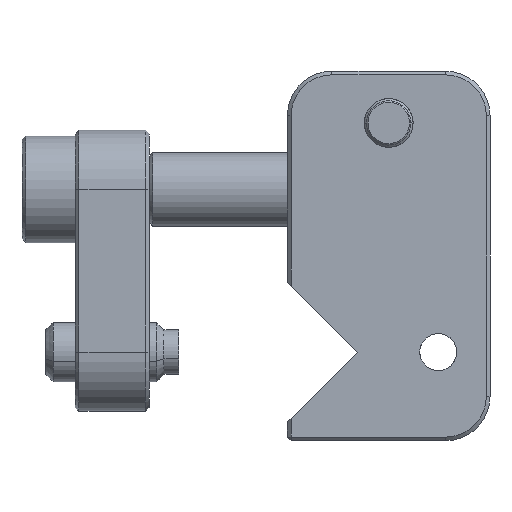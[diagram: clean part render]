
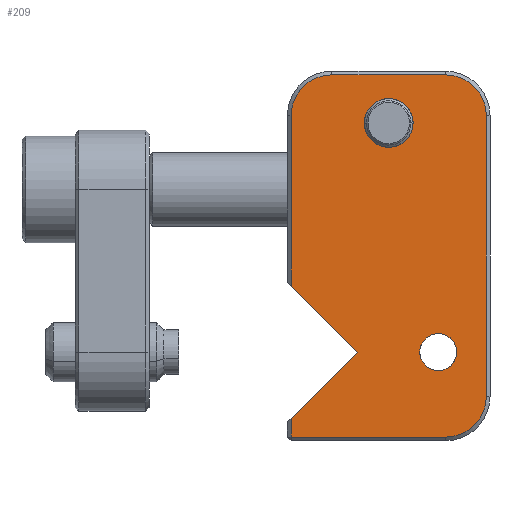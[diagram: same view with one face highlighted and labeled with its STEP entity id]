
A CAD part, left-side view. The second image highlights one B-rep face of the part: STEP entity #209.
In plain terms, the highlighted planar face has unit normal (-1, 0, 0).
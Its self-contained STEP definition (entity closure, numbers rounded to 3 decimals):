
#35 = CARTESIAN_POINT ( 'NONE',  ( -5., 3.5, -7.75 ) ) ;
#108 = CARTESIAN_POINT ( 'NONE',  ( -5., 13.45, 9.5 ) ) ;
#177 = CARTESIAN_POINT ( 'NONE',  ( -5., 6.85, 9. ) ) ;
#209 = ADVANCED_FACE ( 'NONE', ( #475, #3680, #1490 ), #2657, .F. ) ;
#234 = DIRECTION ( 'NONE',  ( 0., -0.707, -0.707 ) ) ;
#251 = CARTESIAN_POINT ( 'NONE',  ( -5., 13.7, -1.782 ) ) ;
#290 = CIRCLE ( 'NONE', #587, 2.75 ) ;
#418 = EDGE_CURVE ( 'NONE', #3663, #1628, #1145, .T. ) ;
#449 = CARTESIAN_POINT ( 'NONE',  ( -5., 6.85, 9. ) ) ;
#468 = LINE ( 'NONE', #2097, #5156 ) ;
#475 = FACE_BOUND ( 'NONE', #3941, .T. ) ;
#533 = CARTESIAN_POINT ( 'NONE',  ( -5., 8.982, -6.5 ) ) ;
#565 = DIRECTION ( 'NONE',  ( 0., 0., -1. ) ) ;
#587 = AXIS2_PLACEMENT_3D ( 'NONE', #2439, #4883, #1153 ) ;
#671 = AXIS2_PLACEMENT_3D ( 'NONE', #449, #4214, #928 ) ;
#884 = VECTOR ( 'NONE', #3878, 1000. ) ;
#928 = DIRECTION ( 'NONE',  ( 0., 0., -1. ) ) ;
#980 = VECTOR ( 'NONE', #2394, 1000. ) ;
#995 = DIRECTION ( 'NONE',  ( 1., 0., 0. ) ) ;
#998 = DIRECTION ( 'NONE',  ( 0., 0., -1. ) ) ;
#1022 = CIRCLE ( 'NONE', #3345, 1.25 ) ;
#1060 = ORIENTED_EDGE ( 'NONE', *, *, #5160, .T. ) ;
#1111 = CARTESIAN_POINT ( 'NONE',  ( -5., 13.45, -2.032 ) ) ;
#1145 = LINE ( 'NONE', #251, #2589 ) ;
#1153 = DIRECTION ( 'NONE',  ( 0., 0., -1. ) ) ;
#1155 = LINE ( 'NONE', #3215, #4672 ) ;
#1163 = DIRECTION ( 'NONE',  ( 0., 0., 1. ) ) ;
#1190 = ORIENTED_EDGE ( 'NONE', *, *, #1416, .T. ) ;
#1336 = ORIENTED_EDGE ( 'NONE', *, *, #5332, .T. ) ;
#1409 = CARTESIAN_POINT ( 'NONE',  ( -5., 0., 12.25 ) ) ;
#1416 = EDGE_CURVE ( 'NONE', #2890, #2096, #5008, .T. ) ;
#1490 = FACE_OUTER_BOUND ( 'NONE', #4142, .T. ) ;
#1572 = CIRCLE ( 'NONE', #671, 1.65 ) ;
#1628 = VERTEX_POINT ( 'NONE', #533 ) ;
#1670 = DIRECTION ( 'NONE',  ( 0., 0., -1. ) ) ;
#1796 = DIRECTION ( 'NONE',  ( 0., -1., 0. ) ) ;
#1806 = VERTEX_POINT ( 'NONE', #4856 ) ;
#1835 = EDGE_CURVE ( 'NONE', #5140, #3476, #1155, .T. ) ;
#1839 = DIRECTION ( 'NONE',  ( 0., 0., -1. ) ) ;
#1858 = CARTESIAN_POINT ( 'NONE',  ( -5., 0., 12.5 ) ) ;
#1929 = CARTESIAN_POINT ( 'NONE',  ( -5., 13.45, 12.5 ) ) ;
#1999 = AXIS2_PLACEMENT_3D ( 'NONE', #2534, #2889, #5381 ) ;
#2060 = VERTEX_POINT ( 'NONE', #3348 ) ;
#2096 = VERTEX_POINT ( 'NONE', #5029 ) ;
#2097 = CARTESIAN_POINT ( 'NONE',  ( -5., 13.45, 12.5 ) ) ;
#2282 = EDGE_CURVE ( 'NONE', #3306, #1806, #468, .T. ) ;
#2298 = ORIENTED_EDGE ( 'NONE', *, *, #3202, .T. ) ;
#2348 = AXIS2_PLACEMENT_3D ( 'NONE', #3574, #4374, #2756 ) ;
#2394 = DIRECTION ( 'NONE',  ( 0., 0., -1. ) ) ;
#2439 = CARTESIAN_POINT ( 'NONE',  ( -5., 3., 9.5 ) ) ;
#2444 = CARTESIAN_POINT ( 'NONE',  ( -5., 6.85, 10.65 ) ) ;
#2509 = DIRECTION ( 'NONE',  ( 0., 0., -1. ) ) ;
#2534 = CARTESIAN_POINT ( 'NONE',  ( -5., 10.7, 9.5 ) ) ;
#2554 = LINE ( 'NONE', #5137, #4635 ) ;
#2589 = VECTOR ( 'NONE', #234, 1000. ) ;
#2632 = DIRECTION ( 'NONE',  ( 1., 0., 0. ) ) ;
#2635 = ORIENTED_EDGE ( 'NONE', *, *, #418, .T. ) ;
#2639 = CARTESIAN_POINT ( 'NONE',  ( -5., 3., -12.25 ) ) ;
#2657 = PLANE ( 'NONE',  #3492 ) ;
#2659 = DIRECTION ( 'NONE',  ( 1., 0., 0. ) ) ;
#2711 = EDGE_CURVE ( 'NONE', #4345, #5258, #4155, .T. ) ;
#2713 = ORIENTED_EDGE ( 'NONE', *, *, #1835, .T. ) ;
#2730 = ORIENTED_EDGE ( 'NONE', *, *, #3722, .T. ) ;
#2756 = DIRECTION ( 'NONE',  ( 0., 0., -1. ) ) ;
#2801 = CIRCLE ( 'NONE', #2348, 2.75 ) ;
#2828 = ORIENTED_EDGE ( 'NONE', *, *, #3991, .T. ) ;
#2889 = DIRECTION ( 'NONE',  ( -1., 0., 0. ) ) ;
#2890 = VERTEX_POINT ( 'NONE', #35 ) ;
#2930 = CARTESIAN_POINT ( 'NONE',  ( -5., 3., 12.25 ) ) ;
#2999 = EDGE_CURVE ( 'NONE', #4650, #2060, #3855, .T. ) ;
#3066 = EDGE_CURVE ( 'NONE', #5258, #3663, #4588, .T. ) ;
#3172 = CARTESIAN_POINT ( 'NONE',  ( -5., 0.25, 9.5 ) ) ;
#3202 = EDGE_CURVE ( 'NONE', #1628, #3306, #5376, .T. ) ;
#3215 = CARTESIAN_POINT ( 'NONE',  ( -5., 0.25, 12.5 ) ) ;
#3306 = VERTEX_POINT ( 'NONE', #3766 ) ;
#3345 = AXIS2_PLACEMENT_3D ( 'NONE', #3900, #2632, #565 ) ;
#3348 = CARTESIAN_POINT ( 'NONE',  ( -5., 6.85, 7.35 ) ) ;
#3422 = EDGE_CURVE ( 'NONE', #1806, #4268, #2554, .T. ) ;
#3470 = CARTESIAN_POINT ( 'NONE',  ( -5., 0.25, -9.5 ) ) ;
#3476 = VERTEX_POINT ( 'NONE', #3172 ) ;
#3492 = AXIS2_PLACEMENT_3D ( 'NONE', #1858, #995, #1839 ) ;
#3521 = EDGE_CURVE ( 'NONE', #4268, #5140, #2801, .T. ) ;
#3574 = CARTESIAN_POINT ( 'NONE',  ( -5., 3., -9.5 ) ) ;
#3663 = VERTEX_POINT ( 'NONE', #1111 ) ;
#3680 = FACE_BOUND ( 'NONE', #5241, .T. ) ;
#3686 = ORIENTED_EDGE ( 'NONE', *, *, #3422, .T. ) ;
#3722 = EDGE_CURVE ( 'NONE', #3476, #3862, #290, .T. ) ;
#3766 = CARTESIAN_POINT ( 'NONE',  ( -5., 13.45, -10.968 ) ) ;
#3855 = CIRCLE ( 'NONE', #4021, 1.65 ) ;
#3862 = VERTEX_POINT ( 'NONE', #2930 ) ;
#3878 = DIRECTION ( 'NONE',  ( 0., 1., 0. ) ) ;
#3900 = CARTESIAN_POINT ( 'NONE',  ( -5., 3.5, -6.5 ) ) ;
#3941 = EDGE_LOOP ( 'NONE', ( #1336, #4081 ) ) ;
#3963 = ORIENTED_EDGE ( 'NONE', *, *, #2711, .T. ) ;
#3991 = EDGE_CURVE ( 'NONE', #2096, #2890, #1022, .T. ) ;
#4021 = AXIS2_PLACEMENT_3D ( 'NONE', #177, #2659, #998 ) ;
#4081 = ORIENTED_EDGE ( 'NONE', *, *, #2999, .T. ) ;
#4142 = EDGE_LOOP ( 'NONE', ( #2298, #5308, #3686, #5203, #2713, #2730, #1060, #3963, #4513, #2635 ) ) ;
#4155 = CIRCLE ( 'NONE', #1999, 2.75 ) ;
#4214 = DIRECTION ( 'NONE',  ( 1., 0., 0. ) ) ;
#4268 = VERTEX_POINT ( 'NONE', #2639 ) ;
#4287 = LINE ( 'NONE', #1409, #884 ) ;
#4301 = VECTOR ( 'NONE', #5344, 1000. ) ;
#4345 = VERTEX_POINT ( 'NONE', #5118 ) ;
#4374 = DIRECTION ( 'NONE',  ( -1., 0., 0. ) ) ;
#4513 = ORIENTED_EDGE ( 'NONE', *, *, #3066, .T. ) ;
#4522 = CARTESIAN_POINT ( 'NONE',  ( -5., 3.5, -6.5 ) ) ;
#4588 = LINE ( 'NONE', #1929, #980 ) ;
#4635 = VECTOR ( 'NONE', #1796, 1000. ) ;
#4650 = VERTEX_POINT ( 'NONE', #2444 ) ;
#4672 = VECTOR ( 'NONE', #1163, 1000. ) ;
#4856 = CARTESIAN_POINT ( 'NONE',  ( -5., 13.45, -12.25 ) ) ;
#4883 = DIRECTION ( 'NONE',  ( -1., 0., 0. ) ) ;
#5008 = CIRCLE ( 'NONE', #5338, 1.25 ) ;
#5029 = CARTESIAN_POINT ( 'NONE',  ( -5., 3.5, -5.25 ) ) ;
#5118 = CARTESIAN_POINT ( 'NONE',  ( -5., 10.7, 12.25 ) ) ;
#5137 = CARTESIAN_POINT ( 'NONE',  ( -5., 3., -12.25 ) ) ;
#5140 = VERTEX_POINT ( 'NONE', #3470 ) ;
#5156 = VECTOR ( 'NONE', #2509, 1000. ) ;
#5160 = EDGE_CURVE ( 'NONE', #3862, #4345, #4287, .T. ) ;
#5203 = ORIENTED_EDGE ( 'NONE', *, *, #3521, .T. ) ;
#5241 = EDGE_LOOP ( 'NONE', ( #1190, #2828 ) ) ;
#5258 = VERTEX_POINT ( 'NONE', #108 ) ;
#5308 = ORIENTED_EDGE ( 'NONE', *, *, #2282, .T. ) ;
#5312 = DIRECTION ( 'NONE',  ( 1., 0., 0. ) ) ;
#5332 = EDGE_CURVE ( 'NONE', #2060, #4650, #1572, .T. ) ;
#5338 = AXIS2_PLACEMENT_3D ( 'NONE', #4522, #5312, #1670 ) ;
#5344 = DIRECTION ( 'NONE',  ( 0., 0.707, -0.707 ) ) ;
#5361 = CARTESIAN_POINT ( 'NONE',  ( -5., 8.982, -6.5 ) ) ;
#5376 = LINE ( 'NONE', #5361, #4301 ) ;
#5381 = DIRECTION ( 'NONE',  ( 0., 0., -1. ) ) ;
